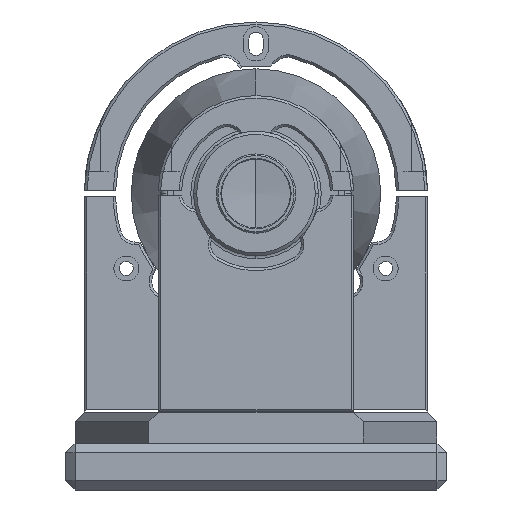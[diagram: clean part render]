
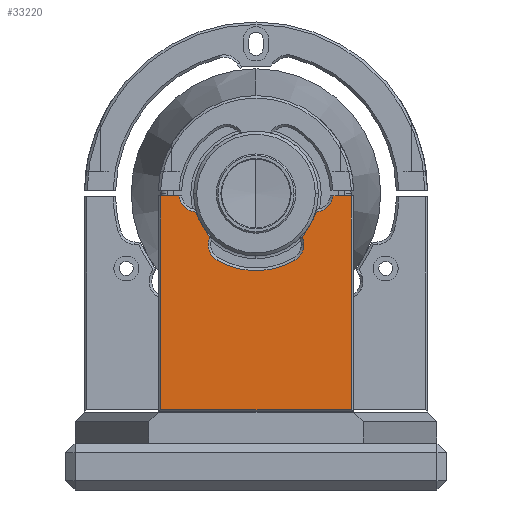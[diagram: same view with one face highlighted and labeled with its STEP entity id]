
A CAD part, left-side view. The second image highlights one B-rep face of the part: STEP entity #33220.
In plain terms, the highlighted planar face has unit normal (-1, 0, 0).
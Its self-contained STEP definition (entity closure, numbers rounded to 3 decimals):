
#805 = ORIENTED_EDGE ( 'NONE', *, *, #23796, .T. ) ;
#904 = CARTESIAN_POINT ( 'NONE',  ( -312.5, -30.6, 94.25 ) ) ;
#1702 = VECTOR ( 'NONE', #30298, 1000. ) ;
#1761 = EDGE_CURVE ( 'NONE', #16202, #21198, #28584, .T. ) ;
#2367 = EDGE_CURVE ( 'NONE', #31475, #16202, #10544, .T. ) ;
#2557 = VERTEX_POINT ( 'NONE', #27228 ) ;
#2655 = EDGE_CURVE ( 'NONE', #21198, #2557, #24433, .T. ) ;
#2834 = ORIENTED_EDGE ( 'NONE', *, *, #4692, .F. ) ;
#2857 = EDGE_CURVE ( 'NONE', #6481, #31475, #15060, .T. ) ;
#2869 = AXIS2_PLACEMENT_3D ( 'NONE', #9462, #27775, #12156 ) ;
#2961 = EDGE_CURVE ( 'NONE', #8037, #6481, #22781, .T. ) ;
#3143 = EDGE_CURVE ( 'NONE', #29084, #11369, #9536, .T. ) ;
#3201 = VECTOR ( 'NONE', #19375, 1000. ) ;
#3613 = EDGE_CURVE ( 'NONE', #21523, #29084, #17365, .T. ) ;
#3716 = EDGE_CURVE ( 'NONE', #17354, #4549, #17761, .T. ) ;
#4135 = EDGE_CURVE ( 'NONE', #9814, #17354, #4513, .T. ) ;
#4313 = DIRECTION ( 'NONE',  ( 0., -1., 0. ) ) ;
#4336 = CARTESIAN_POINT ( 'NONE',  ( -312.5, -15.335, 78.681 ) ) ;
#4372 = DIRECTION ( 'NONE',  ( 1., 0., 0. ) ) ;
#4455 = CARTESIAN_POINT ( 'NONE',  ( -312.5, -9.535, 78.681 ) ) ;
#4513 = LINE ( 'NONE', #15974, #23793 ) ;
#4549 = VERTEX_POINT ( 'NONE', #904 ) ;
#4589 = CARTESIAN_POINT ( 'NONE',  ( -312.5, -12.461, 73.673 ) ) ;
#4652 = EDGE_CURVE ( 'NONE', #22139, #9814, #30890, .T. ) ;
#4692 = EDGE_CURVE ( 'NONE', #21523, #4549, #6806, .T. ) ;
#4732 = EDGE_CURVE ( 'NONE', #22139, #2557, #14266, .T. ) ;
#4849 = EDGE_LOOP ( 'NONE', ( #6809, #10947, #22093, #2834, #32932, #26912, #805, #9298, #17224, #24934, #33378, #7290, #22128 ) ) ;
#5027 = CARTESIAN_POINT ( 'NONE',  ( -312.5, -24.663, 94.25 ) ) ;
#5067 = AXIS2_PLACEMENT_3D ( 'NONE', #31794, #30530, #30315 ) ;
#5814 = CARTESIAN_POINT ( 'NONE',  ( -312.5, 0., 95. ) ) ;
#6047 = AXIS2_PLACEMENT_3D ( 'NONE', #20426, #19334, #17859 ) ;
#6481 = VERTEX_POINT ( 'NONE', #4589 ) ;
#6806 = LINE ( 'NONE', #15397, #20027 ) ;
#6809 = ORIENTED_EDGE ( 'NONE', *, *, #4652, .T. ) ;
#7211 = CARTESIAN_POINT ( 'NONE',  ( -312.5, -30.6, 25.8 ) ) ;
#7214 = VECTOR ( 'NONE', #8857, 1000. ) ;
#7290 = ORIENTED_EDGE ( 'NONE', *, *, #2655, .T. ) ;
#7723 = AXIS2_PLACEMENT_3D ( 'NONE', #11790, #11520, #11480 ) ;
#8037 = VERTEX_POINT ( 'NONE', #4336 ) ;
#8427 = DIRECTION ( 'NONE',  ( 0., -1., 0. ) ) ;
#8857 = DIRECTION ( 'NONE',  ( 0., -1., 0. ) ) ;
#8959 = CARTESIAN_POINT ( 'NONE',  ( -312.5, 30.6, 94.25 ) ) ;
#9256 = CARTESIAN_POINT ( 'NONE',  ( -312.5, 65.904, 94.25 ) ) ;
#9298 = ORIENTED_EDGE ( 'NONE', *, *, #2961, .T. ) ;
#9462 = CARTESIAN_POINT ( 'NONE',  ( -312.5, -9.535, 78.681 ) ) ;
#9536 = LINE ( 'NONE', #14558, #16633 ) ;
#9814 = VERTEX_POINT ( 'NONE', #10493 ) ;
#10442 = AXIS2_PLACEMENT_3D ( 'NONE', #5814, #24191, #8427 ) ;
#10493 = CARTESIAN_POINT ( 'NONE',  ( -312.5, 30.6, 25.8 ) ) ;
#10544 = CIRCLE ( 'NONE', #6047, 5.8 ) ;
#10881 = PLANE ( 'NONE',  #10442 ) ;
#10947 = ORIENTED_EDGE ( 'NONE', *, *, #4135, .T. ) ;
#11369 = VERTEX_POINT ( 'NONE', #24683 ) ;
#11480 = DIRECTION ( 'NONE',  ( 0., -1., 0. ) ) ;
#11520 = DIRECTION ( 'NONE',  ( 1., 0., 0. ) ) ;
#11790 = CARTESIAN_POINT ( 'NONE',  ( -312.5, 0., 95. ) ) ;
#12156 = DIRECTION ( 'NONE',  ( 0., -1., 0. ) ) ;
#13310 = AXIS2_PLACEMENT_3D ( 'NONE', #23072, #23021, #22950 ) ;
#14204 = DIRECTION ( 'NONE',  ( 0., 0.5, -0.866 ) ) ;
#14266 = LINE ( 'NONE', #9256, #7214 ) ;
#14558 = CARTESIAN_POINT ( 'NONE',  ( -312.5, -17.234, 85.05 ) ) ;
#14613 = DIRECTION ( 'NONE',  ( 0., -1., 0. ) ) ;
#15060 = CIRCLE ( 'NONE', #7723, 24.7 ) ;
#15397 = CARTESIAN_POINT ( 'NONE',  ( -312.5, 65.904, 94.25 ) ) ;
#15974 = CARTESIAN_POINT ( 'NONE',  ( -312.5, 0., 25.8 ) ) ;
#16202 = VERTEX_POINT ( 'NONE', #27790 ) ;
#16461 = CARTESIAN_POINT ( 'NONE',  ( -312.5, -19.598, 89.144 ) ) ;
#16633 = VECTOR ( 'NONE', #14204, 1000. ) ;
#17224 = ORIENTED_EDGE ( 'NONE', *, *, #2857, .T. ) ;
#17354 = VERTEX_POINT ( 'NONE', #7211 ) ;
#17365 = CIRCLE ( 'NONE', #5067, 5.8 ) ;
#17722 = AXIS2_PLACEMENT_3D ( 'NONE', #4455, #4372, #4313 ) ;
#17761 = LINE ( 'NONE', #27078, #24637 ) ;
#17859 = DIRECTION ( 'NONE',  ( 0., -1., 0. ) ) ;
#19334 = DIRECTION ( 'NONE',  ( 1., 0., 0. ) ) ;
#19375 = DIRECTION ( 'NONE',  ( 0., 0., -1. ) ) ;
#20027 = VECTOR ( 'NONE', #14613, 1000. ) ;
#20426 = CARTESIAN_POINT ( 'NONE',  ( -312.5, 9.535, 78.681 ) ) ;
#20737 = CARTESIAN_POINT ( 'NONE',  ( -312.5, 12.461, 73.673 ) ) ;
#21198 = VERTEX_POINT ( 'NONE', #24769 ) ;
#21231 = DIRECTION ( 'NONE',  ( 0., -1., 0. ) ) ;
#21523 = VERTEX_POINT ( 'NONE', #5027 ) ;
#22093 = ORIENTED_EDGE ( 'NONE', *, *, #3716, .T. ) ;
#22128 = ORIENTED_EDGE ( 'NONE', *, *, #4732, .F. ) ;
#22139 = VERTEX_POINT ( 'NONE', #8959 ) ;
#22781 = CIRCLE ( 'NONE', #17722, 5.8 ) ;
#22950 = DIRECTION ( 'NONE',  ( 0., -1., 0. ) ) ;
#23021 = DIRECTION ( 'NONE',  ( 1., 0., 0. ) ) ;
#23072 = CARTESIAN_POINT ( 'NONE',  ( -312.5, 18.9, 94.902 ) ) ;
#23793 = VECTOR ( 'NONE', #21231, 1000. ) ;
#23796 = EDGE_CURVE ( 'NONE', #11369, #8037, #24061, .T. ) ;
#24061 = CIRCLE ( 'NONE', #2869, 5.8 ) ;
#24191 = DIRECTION ( 'NONE',  ( -1., 0., 0. ) ) ;
#24433 = CIRCLE ( 'NONE', #13310, 5.8 ) ;
#24637 = VECTOR ( 'NONE', #27301, 1000. ) ;
#24683 = CARTESIAN_POINT ( 'NONE',  ( -312.5, -14.87, 80.956 ) ) ;
#24769 = CARTESIAN_POINT ( 'NONE',  ( -312.5, 19.598, 89.144 ) ) ;
#24934 = ORIENTED_EDGE ( 'NONE', *, *, #2367, .T. ) ;
#25942 = CARTESIAN_POINT ( 'NONE',  ( -312.5, 30.6, 25. ) ) ;
#26912 = ORIENTED_EDGE ( 'NONE', *, *, #3143, .T. ) ;
#27078 = CARTESIAN_POINT ( 'NONE',  ( -312.5, -30.6, 95. ) ) ;
#27228 = CARTESIAN_POINT ( 'NONE',  ( -312.5, 24.663, 94.25 ) ) ;
#27301 = DIRECTION ( 'NONE',  ( 0., 0., 1. ) ) ;
#27775 = DIRECTION ( 'NONE',  ( 1., 0., 0. ) ) ;
#27790 = CARTESIAN_POINT ( 'NONE',  ( -312.5, 14.87, 80.956 ) ) ;
#28584 = LINE ( 'NONE', #31484, #1702 ) ;
#29084 = VERTEX_POINT ( 'NONE', #16461 ) ;
#29949 = FACE_OUTER_BOUND ( 'NONE', #4849, .T. ) ;
#30298 = DIRECTION ( 'NONE',  ( 0., 0.5, 0.866 ) ) ;
#30315 = DIRECTION ( 'NONE',  ( 0., -1., 0. ) ) ;
#30530 = DIRECTION ( 'NONE',  ( 1., 0., 0. ) ) ;
#30890 = LINE ( 'NONE', #25942, #3201 ) ;
#31475 = VERTEX_POINT ( 'NONE', #20737 ) ;
#31484 = CARTESIAN_POINT ( 'NONE',  ( -312.5, 17.234, 85.05 ) ) ;
#31794 = CARTESIAN_POINT ( 'NONE',  ( -312.5, -18.9, 94.902 ) ) ;
#32932 = ORIENTED_EDGE ( 'NONE', *, *, #3613, .T. ) ;
#33220 = ADVANCED_FACE ( 'NONE', ( #29949 ), #10881, .T. ) ;
#33378 = ORIENTED_EDGE ( 'NONE', *, *, #1761, .T. ) ;
